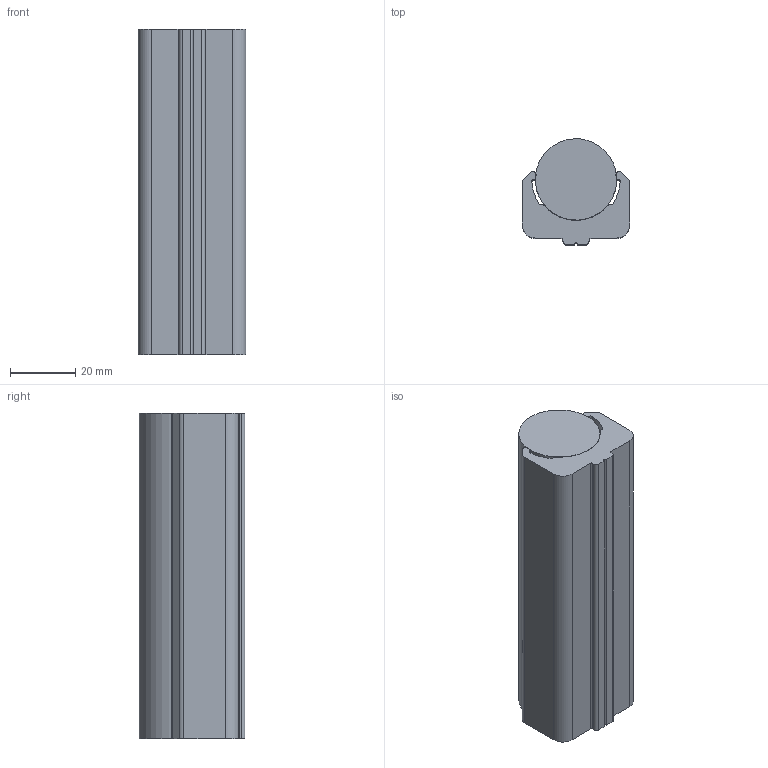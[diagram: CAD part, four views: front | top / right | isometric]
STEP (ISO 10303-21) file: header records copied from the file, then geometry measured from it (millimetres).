
FILE_DESCRIPTION(/* description */ ('PROF. CONTENIM. TONDO D.25'),/* implementation_level */ '2;1');
FILE_NAME(/* name */ 'BPRGD0000022.stp',/* time_stamp */ '2022-07-27T10:49:02+02:00',/* author */ ('tecnico3.vi'),/* organization */ (''),/* preprocessor_version */ 'ST-DEVELOPER v18.1',/* originating_system */ 'Autodesk Inventor 2022',/* authorisation */ '');
FILE_SCHEMA (('AUTOMOTIVE_DESIGN { 1 0 10303 214 3 1 1 }'));
Length unit declared in the file: millimetre
Products named in the file (3): 01.G25.C8AN; 01.G25.C8G; 3DSD001633
Assembly tree (2 placements, depth 2):
  01.G25.C8AN
    01.G25.C8G
    3DSD001633
Bounding box: 33 x 32.47 x 100 mm (x, y, z)
Volume: 83874 mm3; surface area: 22126.3 mm2
Topology: 2 solids, 2 shells, 43 faces, 117 edges, 78 vertices
Faces by surface type: cylinder 23, plane 20
Full cylindrical faces by diameter (mm): 25 x1
Entity records: 1493 total; most frequent: DIRECTION 259, CARTESIAN_POINT 243, ORIENTED_EDGE 234, EDGE_CURVE 117, AXIS2_PLACEMENT_3D 94, VERTEX_POINT 78, LINE 71, VECTOR 71
